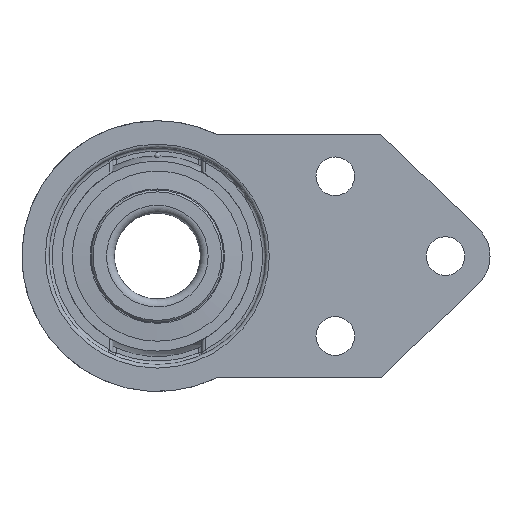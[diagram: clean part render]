
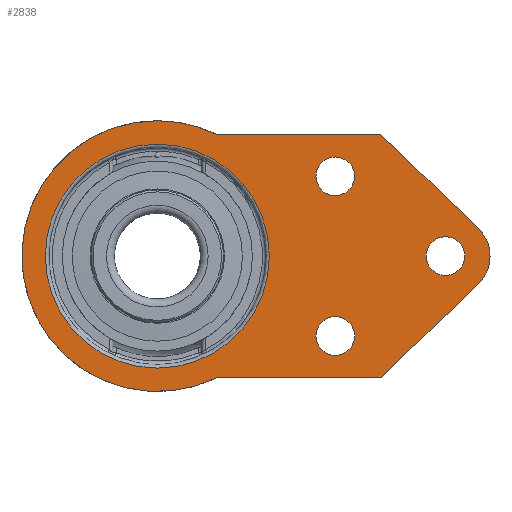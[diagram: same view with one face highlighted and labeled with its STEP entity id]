
A CAD part, left-side view. The second image highlights one B-rep face of the part: STEP entity #2838.
In plain terms, the highlighted face is planar.
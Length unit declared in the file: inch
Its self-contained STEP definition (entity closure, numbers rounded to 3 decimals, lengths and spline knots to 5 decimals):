
#1606=CARTESIAN_POINT('',(-1.37795,0.,-0.));
#1607=VERTEX_POINT('',#1606);
#1614=CARTESIAN_POINT('',(-1.24016,-0.60064,-0.));
#1615=VERTEX_POINT('',#1614);
#1616=CARTESIAN_POINT('',(-0.,-0.,0.));
#1617=DIRECTION('',(-0.,0.,1.));
#1618=DIRECTION('',(1.,0.,0.));
#1619=AXIS2_PLACEMENT_3D('',#1616,#1617,#1618);
#1620=CIRCLE('',#1619,1.37795);
#1621=EDGE_CURVE('',#1607,#1615,#1620,.T.);
#2514=CARTESIAN_POINT('',(1.24016,-2.27466,0.));
#2515=VERTEX_POINT('',#2514);
#2522=CARTESIAN_POINT('',(1.24016,-0.60064,0.));
#2523=VERTEX_POINT('',#2522);
#2524=CARTESIAN_POINT('',(1.24016,-2.27466,0.));
#2525=DIRECTION('',(0.,1.,-0.));
#2526=VECTOR('',#2525,0.65906);
#2527=LINE('',#2524,#2526);
#2528=EDGE_CURVE('',#2515,#2523,#2527,.T.);
#2626=CARTESIAN_POINT('',(0.2832,-3.26561,0.));
#2627=VERTEX_POINT('',#2626);
#2634=CARTESIAN_POINT('',(0.2832,-3.26561,0.));
#2635=DIRECTION('',(0.695,0.719,0.));
#2636=VECTOR('',#2635,0.54236);
#2637=LINE('',#2634,#2636);
#2638=EDGE_CURVE('',#2627,#2515,#2637,.T.);
#2650=CARTESIAN_POINT('',(-0.2832,-3.26561,-0.));
#2651=VERTEX_POINT('',#2650);
#2658=CARTESIAN_POINT('',(-0.,-2.99213,0.));
#2659=DIRECTION('',(-0.,0.,1.));
#2660=DIRECTION('',(1.,0.,0.));
#2661=AXIS2_PLACEMENT_3D('',#2658,#2659,#2660);
#2662=CIRCLE('',#2661,0.3937);
#2663=EDGE_CURVE('',#2651,#2627,#2662,.T.);
#2675=CARTESIAN_POINT('',(-1.24016,-2.27466,-0.));
#2676=VERTEX_POINT('',#2675);
#2683=CARTESIAN_POINT('',(-1.24016,-2.27466,-0.));
#2684=DIRECTION('',(0.695,-0.719,0.));
#2685=VECTOR('',#2684,0.54236);
#2686=LINE('',#2683,#2685);
#2687=EDGE_CURVE('',#2676,#2651,#2686,.T.);
#2701=CARTESIAN_POINT('',(-1.24016,-0.60064,-0.));
#2702=DIRECTION('',(-0.,-1.,0.));
#2703=VECTOR('',#2702,0.65906);
#2704=LINE('',#2701,#2703);
#2705=EDGE_CURVE('',#1615,#2676,#2704,.T.);
#2728=CARTESIAN_POINT('',(0.61614,-1.81102,0.));
#2729=VERTEX_POINT('',#2728);
#2738=CARTESIAN_POINT('',(0.81299,-1.81102,0.));
#2739=DIRECTION('',(-0.,0.,1.));
#2740=DIRECTION('',(1.,0.,0.));
#2741=AXIS2_PLACEMENT_3D('',#2738,#2739,#2740);
#2742=CIRCLE('',#2741,0.19685);
#2743=EDGE_CURVE('',#2729,#2729,#2742,.T.);
#2753=CARTESIAN_POINT('',(-0.19685,-2.93307,0.));
#2754=VERTEX_POINT('',#2753);
#2763=CARTESIAN_POINT('',(-0.,-2.93307,0.));
#2764=DIRECTION('',(-0.,0.,1.));
#2765=DIRECTION('',(1.,0.,0.));
#2766=AXIS2_PLACEMENT_3D('',#2763,#2764,#2765);
#2767=CIRCLE('',#2766,0.19685);
#2768=EDGE_CURVE('',#2754,#2754,#2767,.T.);
#2778=CARTESIAN_POINT('',(-1.00984,-1.81102,-0.));
#2779=VERTEX_POINT('',#2778);
#2788=CARTESIAN_POINT('',(-0.81299,-1.81102,-0.));
#2789=DIRECTION('',(-0.,0.,1.));
#2790=DIRECTION('',(1.,0.,0.));
#2791=AXIS2_PLACEMENT_3D('',#2788,#2789,#2790);
#2792=CIRCLE('',#2791,0.19685);
#2793=EDGE_CURVE('',#2779,#2779,#2792,.T.);
#2798=CARTESIAN_POINT('',(-0.,-0.95835,0.));
#2799=DIRECTION('',(-0.,0.,1.));
#2800=DIRECTION('',(1.,0.,0.));
#2801=AXIS2_PLACEMENT_3D('',#2798,#2799,#2800);
#2802=PLANE('',#2801);
#2803=ORIENTED_EDGE('',*,*,#2743,.T.);
#2804=EDGE_LOOP('',(#2803));
#2805=FACE_BOUND('',#2804,.T.);
#2806=ORIENTED_EDGE('',*,*,#2768,.T.);
#2807=EDGE_LOOP('',(#2806));
#2808=FACE_BOUND('',#2807,.T.);
#2809=ORIENTED_EDGE('',*,*,#2793,.T.);
#2810=EDGE_LOOP('',(#2809));
#2811=FACE_BOUND('',#2810,.T.);
#2812=ORIENTED_EDGE('',*,*,#2705,.F.);
#2813=ORIENTED_EDGE('',*,*,#1621,.F.);
#2814=CARTESIAN_POINT('',(-0.,-0.,0.));
#2815=DIRECTION('',(-0.,0.,1.));
#2816=DIRECTION('',(1.,0.,0.));
#2817=AXIS2_PLACEMENT_3D('',#2814,#2815,#2816);
#2818=CIRCLE('',#2817,1.37795);
#2819=EDGE_CURVE('',#2523,#1607,#2818,.T.);
#2820=ORIENTED_EDGE('',*,*,#2819,.F.);
#2821=ORIENTED_EDGE('',*,*,#2528,.F.);
#2822=ORIENTED_EDGE('',*,*,#2638,.F.);
#2823=ORIENTED_EDGE('',*,*,#2663,.F.);
#2824=ORIENTED_EDGE('',*,*,#2687,.F.);
#2825=EDGE_LOOP('',(#2812,#2813,#2820,#2821,#2822,#2823,#2824));
#2826=FACE_BOUND('',#2825,.T.);
#2827=CARTESIAN_POINT('',(0.,1.13984,-0.));
#2828=VERTEX_POINT('',#2827);
#2829=CARTESIAN_POINT('',(-0.,-0.,0.));
#2830=DIRECTION('',(0.,-0.,-1.));
#2831=DIRECTION('',(-0.,-1.,0.));
#2832=AXIS2_PLACEMENT_3D('',#2829,#2830,#2831);
#2833=CIRCLE('',#2832,1.13984);
#2834=EDGE_CURVE('',#2828,#2828,#2833,.T.);
#2835=ORIENTED_EDGE('',*,*,#2834,.F.);
#2836=EDGE_LOOP('',(#2835));
#2837=FACE_BOUND('',#2836,.T.);
#2838=ADVANCED_FACE('',(#2805,#2808,#2811,#2826,#2837),#2802,.F.);
